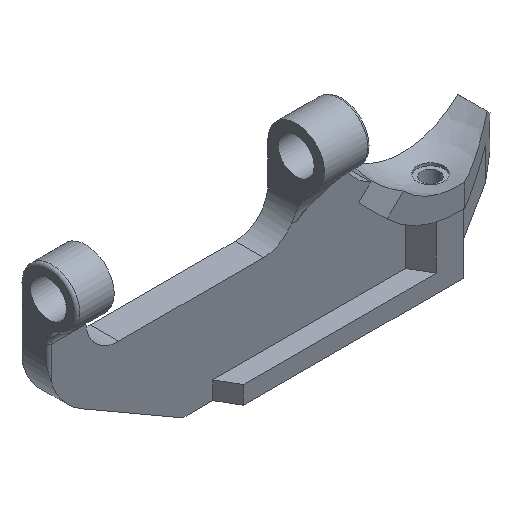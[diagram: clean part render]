
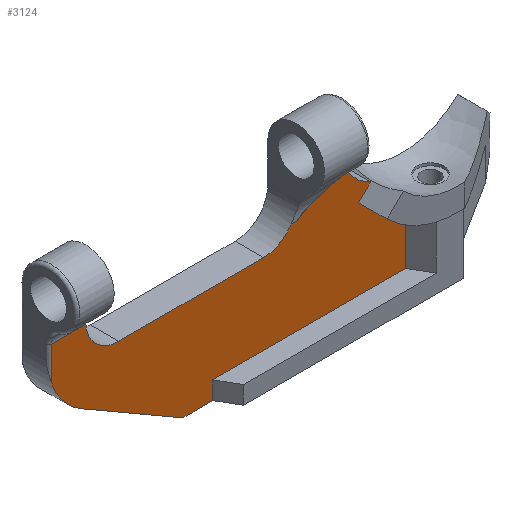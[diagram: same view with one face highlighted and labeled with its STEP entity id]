
A CAD part, isometric view. The second image highlights one B-rep face of the part: STEP entity #3124.
In plain terms, the highlighted planar face has unit normal (0, -1, 0).
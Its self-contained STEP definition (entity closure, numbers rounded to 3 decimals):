
#134=PLANE('',#3320);
#187=LINE('',#4191,#514);
#469=LINE('',#5446,#796);
#483=LINE('',#5506,#810);
#484=LINE('',#5508,#811);
#485=LINE('',#5510,#812);
#486=LINE('',#5512,#813);
#487=LINE('',#5513,#814);
#488=LINE('',#5514,#815);
#489=LINE('',#5515,#816);
#490=LINE('',#5517,#817);
#491=LINE('',#5520,#818);
#514=VECTOR('',#3385,10.);
#796=VECTOR('',#3915,10.);
#810=VECTOR('',#3977,10.);
#811=VECTOR('',#3978,10.);
#812=VECTOR('',#3979,10.);
#813=VECTOR('',#3980,10.);
#814=VECTOR('',#3981,10.);
#815=VECTOR('',#3982,10.);
#816=VECTOR('',#3983,10.);
#817=VECTOR('',#3984,10.);
#818=VECTOR('',#3987,10.);
#1000=FACE_OUTER_BOUND('',#1181,.T.);
#1181=EDGE_LOOP('',(#2852,#2853,#2854,#2855,#2856,#2857,#2858,#2859,#2860,
#2861,#2862,#2863,#2864,#2865,#2866,#2867));
#1290=CIRCLE('',#3185,16.);
#1293=CIRCLE('',#3190,11.);
#1309=CIRCLE('',#3307,34.);
#1316=CIRCLE('',#3321,22.);
#1317=CIRCLE('',#3322,11.);
#1339=VERTEX_POINT('',#4181);
#1340=VERTEX_POINT('',#4190);
#1360=VERTEX_POINT('',#4236);
#1361=VERTEX_POINT('',#4238);
#1365=VERTEX_POINT('',#4261);
#1585=VERTEX_POINT('',#5433);
#1587=VERTEX_POINT('',#5439);
#1599=VERTEX_POINT('',#5476);
#1600=VERTEX_POINT('',#5478);
#1608=VERTEX_POINT('',#5503);
#1609=VERTEX_POINT('',#5505);
#1610=VERTEX_POINT('',#5507);
#1611=VERTEX_POINT('',#5509);
#1612=VERTEX_POINT('',#5511);
#1613=VERTEX_POINT('',#5516);
#1614=VERTEX_POINT('',#5518);
#1642=EDGE_CURVE('',#1339,#1340,#187,.T.);
#1666=EDGE_CURVE('',#1360,#1361,#1290,.T.);
#1675=EDGE_CURVE('',#1339,#1365,#1293,.F.);
#2008=EDGE_CURVE('',#1587,#1585,#469,.T.);
#2024=EDGE_CURVE('',#1600,#1599,#1309,.T.);
#2036=EDGE_CURVE('',#1608,#1587,#1316,.T.);
#2037=EDGE_CURVE('',#1608,#1609,#483,.T.);
#2038=EDGE_CURVE('',#1610,#1609,#484,.T.);
#2039=EDGE_CURVE('',#1610,#1611,#485,.T.);
#2040=EDGE_CURVE('',#1611,#1612,#486,.T.);
#2041=EDGE_CURVE('',#1612,#1600,#487,.T.);
#2042=EDGE_CURVE('',#1599,#1361,#488,.T.);
#2043=EDGE_CURVE('',#1340,#1360,#489,.T.);
#2044=EDGE_CURVE('',#1365,#1613,#490,.T.);
#2045=EDGE_CURVE('',#1614,#1613,#1317,.T.);
#2046=EDGE_CURVE('',#1585,#1614,#491,.T.);
#2852=ORIENTED_EDGE('',*,*,#2008,.F.);
#2853=ORIENTED_EDGE('',*,*,#2036,.F.);
#2854=ORIENTED_EDGE('',*,*,#2037,.T.);
#2855=ORIENTED_EDGE('',*,*,#2038,.F.);
#2856=ORIENTED_EDGE('',*,*,#2039,.T.);
#2857=ORIENTED_EDGE('',*,*,#2040,.T.);
#2858=ORIENTED_EDGE('',*,*,#2041,.T.);
#2859=ORIENTED_EDGE('',*,*,#2024,.T.);
#2860=ORIENTED_EDGE('',*,*,#2042,.T.);
#2861=ORIENTED_EDGE('',*,*,#1666,.F.);
#2862=ORIENTED_EDGE('',*,*,#2043,.F.);
#2863=ORIENTED_EDGE('',*,*,#1642,.F.);
#2864=ORIENTED_EDGE('',*,*,#1675,.T.);
#2865=ORIENTED_EDGE('',*,*,#2044,.T.);
#2866=ORIENTED_EDGE('',*,*,#2045,.F.);
#2867=ORIENTED_EDGE('',*,*,#2046,.F.);
#3124=ADVANCED_FACE('',(#1000),#134,.F.);
#3185=AXIS2_PLACEMENT_3D('',#4239,#3423,#3424);
#3190=AXIS2_PLACEMENT_3D('',#4263,#3438,#3439);
#3307=AXIS2_PLACEMENT_3D('',#5479,#3944,#3945);
#3320=AXIS2_PLACEMENT_3D('',#5502,#3973,#3974);
#3321=AXIS2_PLACEMENT_3D('',#5504,#3975,#3976);
#3322=AXIS2_PLACEMENT_3D('',#5519,#3985,#3986);
#3385=DIRECTION('',(1.,0.,0.));
#3423=DIRECTION('center_axis',(0.,-1.,0.));
#3424=DIRECTION('ref_axis',(-0.406,0.,-0.914));
#3438=DIRECTION('center_axis',(0.,-1.,0.));
#3439=DIRECTION('ref_axis',(0.707,0.,-0.707));
#3915=DIRECTION('',(0.,0.,1.));
#3944=DIRECTION('center_axis',(0.,1.,0.));
#3945=DIRECTION('ref_axis',(0.647,0.,-0.762));
#3973=DIRECTION('center_axis',(0.,1.,0.));
#3974=DIRECTION('ref_axis',(1.,0.,0.));
#3975=DIRECTION('center_axis',(0.,1.,0.));
#3976=DIRECTION('ref_axis',(-0.866,0.,-0.5));
#3977=DIRECTION('',(0.866,0.,-0.5));
#3978=DIRECTION('',(-1.,0.,0.));
#3979=DIRECTION('',(0.,0.,1.));
#3980=DIRECTION('',(1.,0.,0.));
#3981=DIRECTION('',(0.,0.,1.));
#3982=DIRECTION('',(0.707,0.,0.707));
#3983=DIRECTION('',(0.866,0.,0.5));
#3984=DIRECTION('',(-1.,0.,0.));
#3985=DIRECTION('center_axis',(0.,-1.,0.));
#3986=DIRECTION('ref_axis',(-0.707,0.,-0.707));
#3987=DIRECTION('',(1.,0.,0.));
#4181=CARTESIAN_POINT('',(-46.7,0.,-18.875));
#4190=CARTESIAN_POINT('',(-45.,0.,-18.875));
#4191=CARTESIAN_POINT('',(-29.5,0.,-18.875));
#4236=CARTESIAN_POINT('',(-28.934,0.,-9.599));
#4238=CARTESIAN_POINT('',(-20.,0.,-20.));
#4239=CARTESIAN_POINT('Origin',(-13.5,0.,-5.38));
#4261=CARTESIAN_POINT('',(-56.,0.,-24.));
#4263=CARTESIAN_POINT('Origin',(-56.,0.,-13.));
#5433=CARTESIAN_POINT('',(-127.,0.,-13.611));
#5439=CARTESIAN_POINT('',(-127.,0.,-24.856));
#5446=CARTESIAN_POINT('',(-127.,0.,-29.75));
#5476=CARTESIAN_POINT('',(-24.042,0.,-24.042));
#5478=CARTESIAN_POINT('',(-8.25,0.,-32.984));
#5479=CARTESIAN_POINT('Origin',(0.,0.,0.));
#5502=CARTESIAN_POINT('Origin',(-53.,0.,-28.5));
#5503=CARTESIAN_POINT('',(-117.,0.,-37.351));
#5504=CARTESIAN_POINT('Origin',(-106.,0.,-18.298));
#5505=CARTESIAN_POINT('',(-82.967,0.,-57.));
#5506=CARTESIAN_POINT('',(-128.,0.,-31.));
#5507=CARTESIAN_POINT('',(-72.947,0.,-57.));
#5508=CARTESIAN_POINT('',(8.25,0.,-57.));
#5509=CARTESIAN_POINT('',(-72.947,0.,-51.));
#5510=CARTESIAN_POINT('',(-72.947,0.,-42.75));
#5511=CARTESIAN_POINT('',(-8.25,0.,-51.));
#5512=CARTESIAN_POINT('',(-54.,0.,-51.));
#5513=CARTESIAN_POINT('',(-8.25,0.,-42.75));
#5514=CARTESIAN_POINT('',(-29.375,0.,-29.375));
#5515=CARTESIAN_POINT('',(-50.084,0.,-21.81));
#5516=CARTESIAN_POINT('',(-104.5,0.,-24.));
#5517=CARTESIAN_POINT('',(-45.5,0.,-24.));
#5518=CARTESIAN_POINT('',(-115.483,0.,-13.611));
#5519=CARTESIAN_POINT('Origin',(-104.5,0.,-13.));
#5520=CARTESIAN_POINT('',(-128.,0.,-13.611));
